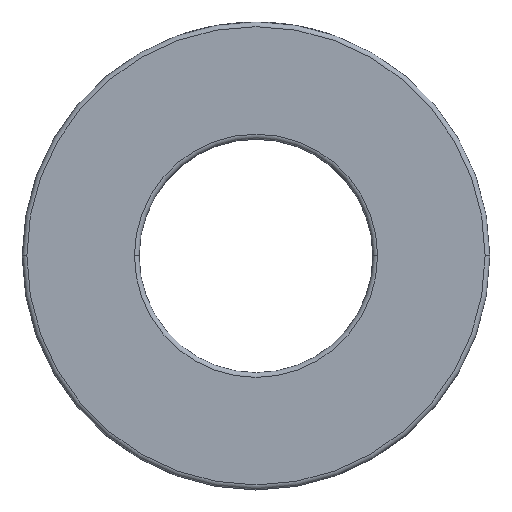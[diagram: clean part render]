
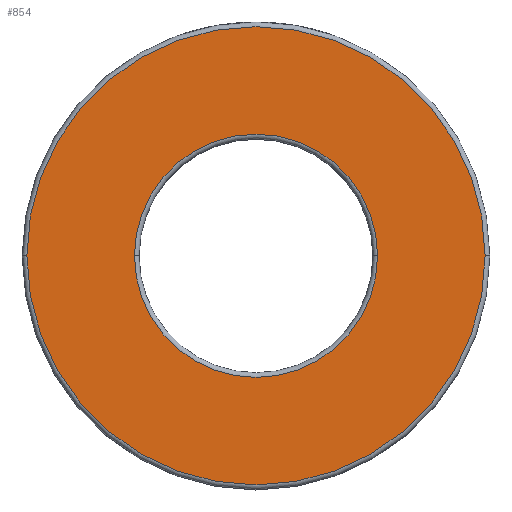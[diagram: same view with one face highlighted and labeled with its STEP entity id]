
A CAD part, top view. The second image highlights one B-rep face of the part: STEP entity #854.
In plain terms, the highlighted planar face has unit normal (0, 0, 1).
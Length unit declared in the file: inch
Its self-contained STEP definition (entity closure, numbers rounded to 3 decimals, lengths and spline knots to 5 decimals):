
#22 = DIRECTION ( 'NONE',  ( 1., 0., 0. ) ) ;
#32 = PLANE ( 'NONE',  #375 ) ;
#47 = VERTEX_POINT ( 'NONE', #235 ) ;
#51 = DIRECTION ( 'NONE',  ( 1., 0., 0. ) ) ;
#56 = EDGE_CURVE ( 'NONE', #300, #47, #856, .T. ) ;
#79 = CARTESIAN_POINT ( 'NONE',  ( -0.30625, 0., 0.15625 ) ) ;
#80 = CARTESIAN_POINT ( 'NONE',  ( -0.1625, 0., 0.15625 ) ) ;
#88 = AXIS2_PLACEMENT_3D ( 'NONE', #757, #267, #22 ) ;
#104 = EDGE_LOOP ( 'NONE', ( #765, #170 ) ) ;
#153 = CARTESIAN_POINT ( 'NONE',  ( 0., 0., 0.15625 ) ) ;
#154 = EDGE_CURVE ( 'NONE', #222, #518, #194, .T. ) ;
#170 = ORIENTED_EDGE ( 'NONE', *, *, #154, .T. ) ;
#172 = AXIS2_PLACEMENT_3D ( 'NONE', #891, #969, #51 ) ;
#193 = CARTESIAN_POINT ( 'NONE',  ( 0.1625, 0., 0.15625 ) ) ;
#194 = CIRCLE ( 'NONE', #172, 0.1625 ) ;
#222 = VERTEX_POINT ( 'NONE', #80 ) ;
#232 = FACE_OUTER_BOUND ( 'NONE', #595, .T. ) ;
#235 = CARTESIAN_POINT ( 'NONE',  ( 0.30625, 0., 0.15625 ) ) ;
#267 = DIRECTION ( 'NONE',  ( 0., 0., 1. ) ) ;
#300 = VERTEX_POINT ( 'NONE', #79 ) ;
#309 = FACE_BOUND ( 'NONE', #104, .T. ) ;
#352 = EDGE_CURVE ( 'NONE', #518, #222, #1037, .T. ) ;
#370 = ORIENTED_EDGE ( 'NONE', *, *, #535, .T. ) ;
#371 = DIRECTION ( 'NONE',  ( 1., 0., 0. ) ) ;
#375 = AXIS2_PLACEMENT_3D ( 'NONE', #955, #606, #371 ) ;
#486 = DIRECTION ( 'NONE',  ( 0., 0., 1. ) ) ;
#489 = DIRECTION ( 'NONE',  ( 1., 0., 0. ) ) ;
#518 = VERTEX_POINT ( 'NONE', #193 ) ;
#535 = EDGE_CURVE ( 'NONE', #47, #300, #631, .T. ) ;
#581 = CARTESIAN_POINT ( 'NONE',  ( 0., 0., 0.15625 ) ) ;
#588 = DIRECTION ( 'NONE',  ( 0., 0., -1. ) ) ;
#595 = EDGE_LOOP ( 'NONE', ( #370, #682 ) ) ;
#606 = DIRECTION ( 'NONE',  ( 0., 0., 1. ) ) ;
#631 = CIRCLE ( 'NONE', #88, 0.30625 ) ;
#666 = AXIS2_PLACEMENT_3D ( 'NONE', #581, #588, #925 ) ;
#682 = ORIENTED_EDGE ( 'NONE', *, *, #56, .T. ) ;
#757 = CARTESIAN_POINT ( 'NONE',  ( 0., 0., 0.15625 ) ) ;
#765 = ORIENTED_EDGE ( 'NONE', *, *, #352, .T. ) ;
#779 = AXIS2_PLACEMENT_3D ( 'NONE', #153, #486, #489 ) ;
#854 = ADVANCED_FACE ( 'NONE', ( #309, #232 ), #32, .T. ) ;
#856 = CIRCLE ( 'NONE', #779, 0.30625 ) ;
#891 = CARTESIAN_POINT ( 'NONE',  ( 0., 0., 0.15625 ) ) ;
#925 = DIRECTION ( 'NONE',  ( 1., 0., 0. ) ) ;
#955 = CARTESIAN_POINT ( 'NONE',  ( 0., 0., 0.15625 ) ) ;
#969 = DIRECTION ( 'NONE',  ( 0., 0., -1. ) ) ;
#1037 = CIRCLE ( 'NONE', #666, 0.1625 ) ;
